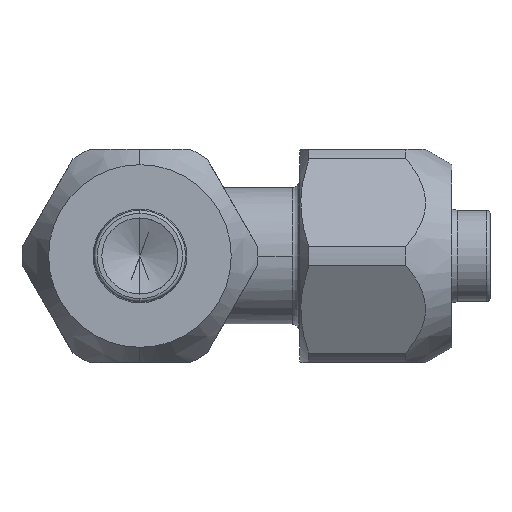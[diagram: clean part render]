
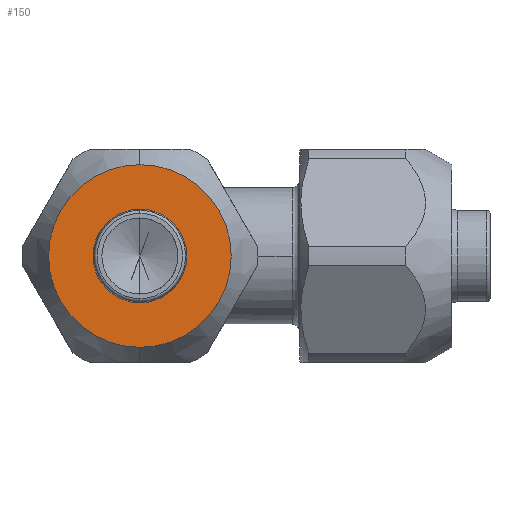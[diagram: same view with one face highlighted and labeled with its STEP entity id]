
A CAD part, front view. The second image highlights one B-rep face of the part: STEP entity #150.
In plain terms, the highlighted planar face has unit normal (0, -1, 0).
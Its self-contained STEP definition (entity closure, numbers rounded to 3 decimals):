
#150 = ADVANCED_FACE ( 'NONE', ( #2518, #2519 ), #1843, .T. ) ;
#293 = EDGE_CURVE ( 'NONE', #1054, #1056, #814, .T. ) ;
#319 = EDGE_CURVE ( 'NONE', #1102, #1071, #847, .T. ) ;
#360 = EDGE_CURVE ( 'NONE', #1071, #1102, #888, .T. ) ;
#361 = EDGE_CURVE ( 'NONE', #1056, #1054, #892, .T. ) ;
#590 = AXIS2_PLACEMENT_3D ( 'NONE', #1844, #1845, #1846 ) ;
#745 = CARTESIAN_POINT ( 'NONE',  ( 0., -20.5, 0. ) ) ;
#746 = DIRECTION ( 'NONE',  ( 0., 1., 0. ) ) ;
#747 = DIRECTION ( 'NONE',  ( 0., 0., -1. ) ) ;
#748 = CARTESIAN_POINT ( 'NONE',  ( 0., -20.5, 0. ) ) ;
#749 = DIRECTION ( 'NONE',  ( 0., 1., 0. ) ) ;
#750 = DIRECTION ( 'NONE',  ( 0., 0., -1. ) ) ;
#814 = CIRCLE ( 'NONE', #816, 3.075 ) ;
#816 = AXIS2_PLACEMENT_3D ( 'NONE', #2776, #2777, #2778 ) ;
#847 = CIRCLE ( 'NONE', #850, 6. ) ;
#850 = AXIS2_PLACEMENT_3D ( 'NONE', #2866, #2867, #2868 ) ;
#888 = CIRCLE ( 'NONE', #893, 6. ) ;
#892 = CIRCLE ( 'NONE', #895, 3.075 ) ;
#893 = AXIS2_PLACEMENT_3D ( 'NONE', #745, #746, #747 ) ;
#895 = AXIS2_PLACEMENT_3D ( 'NONE', #748, #749, #750 ) ;
#944 = EDGE_LOOP ( 'NONE', ( #2134, #2136 ) ) ;
#1035 = EDGE_LOOP ( 'NONE', ( #2138, #2137 ) ) ;
#1054 = VERTEX_POINT ( 'NONE', #1563 ) ;
#1056 = VERTEX_POINT ( 'NONE', #1565 ) ;
#1071 = VERTEX_POINT ( 'NONE', #1580 ) ;
#1102 = VERTEX_POINT ( 'NONE', #1610 ) ;
#1563 = CARTESIAN_POINT ( 'NONE',  ( 0., -20.5, 3.075 ) ) ;
#1565 = CARTESIAN_POINT ( 'NONE',  ( 0., -20.5, -3.075 ) ) ;
#1580 = CARTESIAN_POINT ( 'NONE',  ( 0., -20.5, 6. ) ) ;
#1610 = CARTESIAN_POINT ( 'NONE',  ( 0., -20.5, -6. ) ) ;
#1843 = PLANE ( 'NONE',  #590 ) ;
#1844 = CARTESIAN_POINT ( 'NONE',  ( -6., -20.5, 0. ) ) ;
#1845 = DIRECTION ( 'NONE',  ( 0., -1., 0. ) ) ;
#1846 = DIRECTION ( 'NONE',  ( 0., 0., 1. ) ) ;
#2134 = ORIENTED_EDGE ( 'NONE', *, *, #319, .F. ) ;
#2136 = ORIENTED_EDGE ( 'NONE', *, *, #360, .F. ) ;
#2137 = ORIENTED_EDGE ( 'NONE', *, *, #361, .T. ) ;
#2138 = ORIENTED_EDGE ( 'NONE', *, *, #293, .T. ) ;
#2518 = FACE_OUTER_BOUND ( 'NONE', #944, .T. ) ;
#2519 = FACE_BOUND ( 'NONE', #1035, .T. ) ;
#2776 = CARTESIAN_POINT ( 'NONE',  ( 0., -20.5, 0. ) ) ;
#2777 = DIRECTION ( 'NONE',  ( 0., 1., 0. ) ) ;
#2778 = DIRECTION ( 'NONE',  ( 0., 0., -1. ) ) ;
#2866 = CARTESIAN_POINT ( 'NONE',  ( 0., -20.5, 0. ) ) ;
#2867 = DIRECTION ( 'NONE',  ( 0., 1., 0. ) ) ;
#2868 = DIRECTION ( 'NONE',  ( 0., 0., -1. ) ) ;
